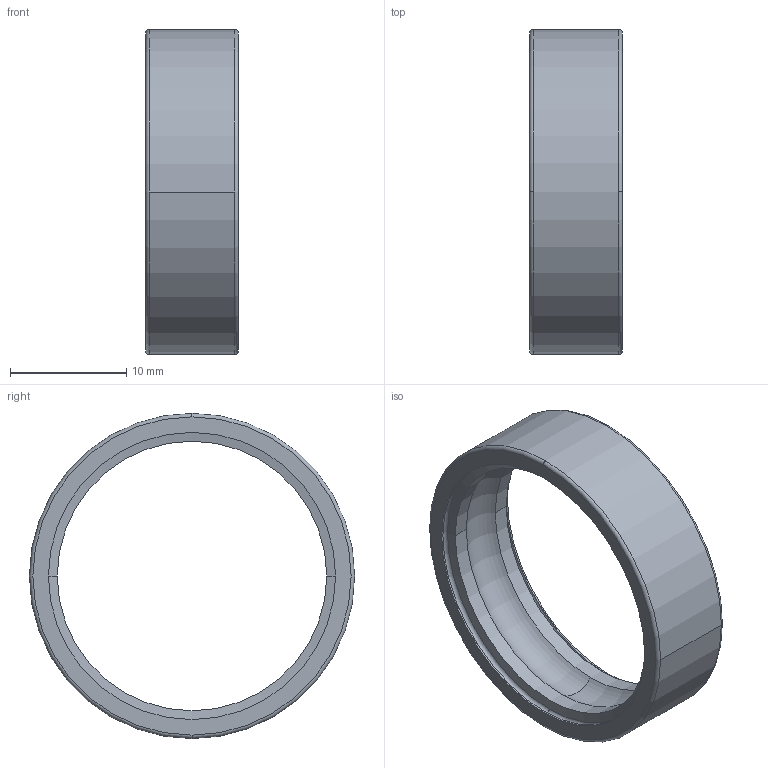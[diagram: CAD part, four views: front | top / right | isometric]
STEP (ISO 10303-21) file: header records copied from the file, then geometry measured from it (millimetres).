
FILE_DESCRIPTION (( 'STEP AP203' ), '1' );
FILE_NAME ('skf_bearing_6001-2rsh_2_01_Default_sldprt.STEP', '2025-04-29T14:53:59', ( '' ), ( '' ), 'SwSTEP 2.0', 'SolidWorks 2024', '' );
FILE_SCHEMA (( 'CONFIG_CONTROL_DESIGN' ));
Length unit declared in the file: millimetre
Products named in the file (1): skf_bearing_6001-2rsh_2_01_Default_sldprt
Bounding box: 8 x 28 x 28 mm (x, y, z)
Volume: 1280.2 mm3; surface area: 1740.5 mm2
Topology: 1 solids, 1 shells, 26 faces, 68 edges, 44 vertices
Faces by surface type: cylinder 10, torus 10, cone 4, plane 2
Entity records: 915 total; most frequent: DIRECTION 176, CARTESIAN_POINT 139, ORIENTED_EDGE 136, AXIS2_PLACEMENT_3D 81, EDGE_CURVE 68, CIRCLE 54, VERTEX_POINT 44, EDGE_LOOP 28
